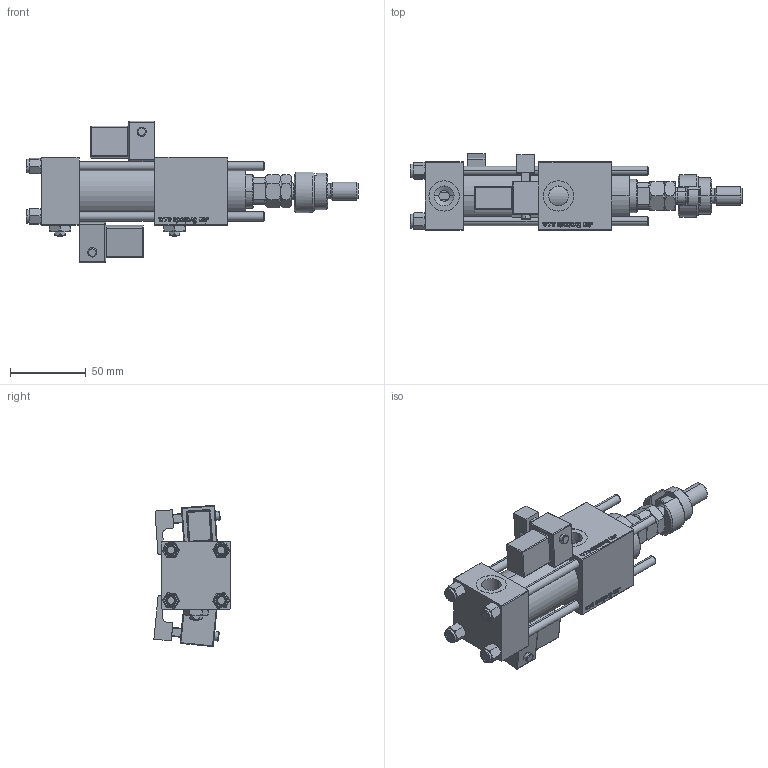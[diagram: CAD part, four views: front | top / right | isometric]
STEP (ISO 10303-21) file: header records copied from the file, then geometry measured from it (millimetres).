
FILE_DESCRIPTION (( 'STEP AP203' ), '1' );
FILE_NAME ('956e.STEP', '2022-04-14T19:26:09', ( '' ), ( '' ), 'SwSTEP 2.0', 'SolidWorks 2019', '' );
FILE_SCHEMA (( 'CONFIG_CONTROL_DESIGN' ));
Length unit declared in the file: millimetre
Products named in the file (11): V215CR_B-1 0a20aadb231dd0ea29dcda73ff596abd; Zatka_pro_OIL_PORT 0a20aadb231dd0ea29dcda73ff596abd; V215CR_B_TYCINKA 0a20aadb231dd0ea29dcda73ff596abd; NUT_M5_B 0a20aadb231dd0ea29dcda73ff596abd; 956e; V215CR_VCP_B 0a20aadb231dd0ea29dcda73ff596abd; V215CR_MSU 0a20aadb231dd0ea29dcda73ff596abd; MFA 0a20aadb231dd0ea29dcda73ff596abd; FEMALE_PART_FOR_DFA 0a20aadb231dd0ea29dcda73ff596abd; DFA 0a20aadb231dd0ea29dcda73ff596abd; V215_VC_A 0a20aadb231dd0ea29dcda73ff596abd
Assembly tree (18 placements, depth 3):
  956e
    V215CR_B-1 0a20aadb231dd0ea29dcda73ff596abd
    V215CR_VCP_B 0a20aadb231dd0ea29dcda73ff596abd
    NUT_M5_B 0a20aadb231dd0ea29dcda73ff596abd  x4
    V215CR_B_TYCINKA 0a20aadb231dd0ea29dcda73ff596abd  x4
    V215_VC_A 0a20aadb231dd0ea29dcda73ff596abd
    DFA 0a20aadb231dd0ea29dcda73ff596abd
      FEMALE_PART_FOR_DFA 0a20aadb231dd0ea29dcda73ff596abd
      MFA 0a20aadb231dd0ea29dcda73ff596abd
    V215CR_MSU 0a20aadb231dd0ea29dcda73ff596abd  x2
    Zatka_pro_OIL_PORT 0a20aadb231dd0ea29dcda73ff596abd  x2
Bounding box: 219 x 50.4 x 93.13 mm (x, y, z)
Volume: 271318.4 mm3; surface area: 97751.5 mm2
Topology: 17 solids, 17 shells, 1499 faces, 3722 edges, 2351 vertices
Faces by surface type: plane 568, bspline 504, cone 218, cylinder 161, torus 24, sphere 24
Entity records: 63929 total; most frequent: CARTESIAN_POINT 35766, ORIENTED_EDGE 6350, DIRECTION 3939, EDGE_CURVE 3175, VERTEX_POINT 2049, VECTOR 1657, LINE 1657, EDGE_LOOP 1394
